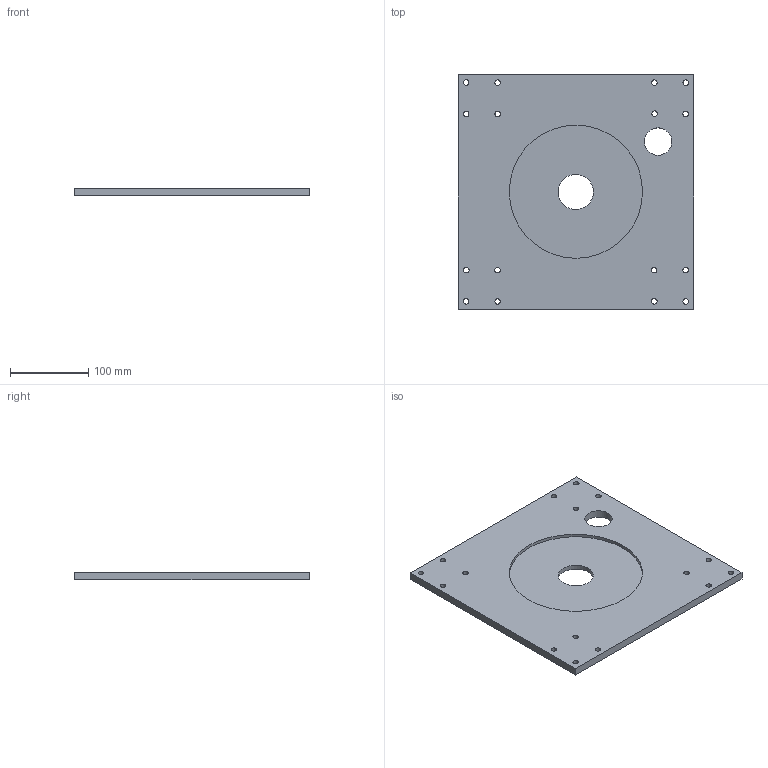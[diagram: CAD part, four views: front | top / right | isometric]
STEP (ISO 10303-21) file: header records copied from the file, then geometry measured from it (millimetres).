
FILE_DESCRIPTION(/* description */ (''),/* implementation_level */ '2;1');
FILE_NAME(/* name */ 'plateau principale v1.step',/* time_stamp */ '2022-04-12T18:44:19+02:00',/* author */ (''),/* organization */ (''),/* preprocessor_version */ 'ST-DEVELOPER v18.1',/* originating_system */ 'Autodesk Translation Framework v10.14.0.1471',/* authorisation */ '');
FILE_SCHEMA (('AUTOMOTIVE_DESIGN { 1 0 10303 214 3 1 1 }'));
Length unit declared in the file: millimetre
Products named in the file (1): plateau principale
Bounding box: 300 x 299.08 x 10 mm (x, y, z)
Volume: 781124.7 mm3; surface area: 192695.2 mm2
Topology: 1 solids, 1 shells, 26 faces, 69 edges, 46 vertices
Faces by surface type: cylinder 19, plane 7
Full cylindrical faces by diameter (mm): 7 x16, 35 x1, 45 x1, 170 x1
Entity records: 936 total; most frequent: DIRECTION 161, CARTESIAN_POINT 142, ORIENTED_EDGE 138, EDGE_CURVE 69, AXIS2_PLACEMENT_3D 65, EDGE_LOOP 63, VERTEX_POINT 46, CIRCLE 38
